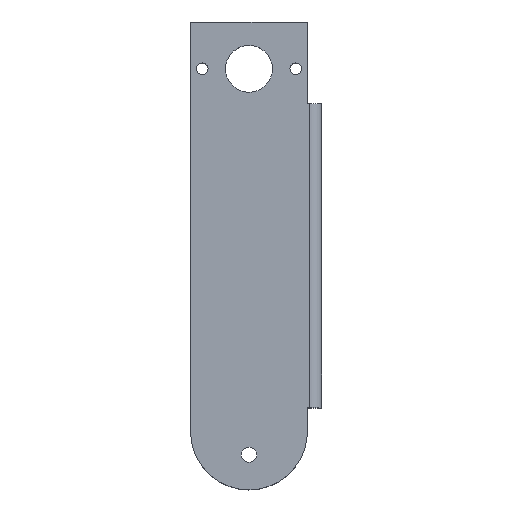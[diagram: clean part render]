
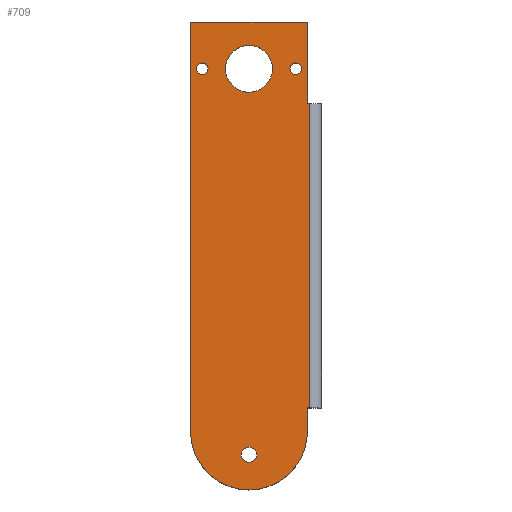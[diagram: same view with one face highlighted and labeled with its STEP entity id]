
A CAD part, top view. The second image highlights one B-rep face of the part: STEP entity #709.
In plain terms, the highlighted planar face has unit normal (0, 0, 1).
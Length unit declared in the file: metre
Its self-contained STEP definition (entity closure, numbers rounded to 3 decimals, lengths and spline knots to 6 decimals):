
#46=LINE('',#1127,#94);
#47=LINE('',#1129,#95);
#53=LINE('',#1142,#101);
#56=LINE('',#1163,#104);
#57=LINE('',#1166,#105);
#58=LINE('',#1168,#106);
#59=LINE('',#1170,#107);
#94=VECTOR('',#911,1.);
#95=VECTOR('',#914,1.);
#101=VECTOR('',#922,1.);
#104=VECTOR('',#945,1.);
#105=VECTOR('',#950,1.);
#106=VECTOR('',#951,1.);
#107=VECTOR('',#952,1.);
#129=PLANE('',#787);
#214=ORIENTED_EDGE('',*,*,#314,.T.);
#215=ORIENTED_EDGE('',*,*,#369,.T.);
#216=ORIENTED_EDGE('',*,*,#367,.F.);
#217=ORIENTED_EDGE('',*,*,#365,.F.);
#218=ORIENTED_EDGE('',*,*,#373,.F.);
#219=ORIENTED_EDGE('',*,*,#374,.T.);
#220=ORIENTED_EDGE('',*,*,#358,.T.);
#221=ORIENTED_EDGE('',*,*,#375,.F.);
#222=ORIENTED_EDGE('',*,*,#376,.T.);
#223=ORIENTED_EDGE('',*,*,#377,.T.);
#224=ORIENTED_EDGE('',*,*,#357,.T.);
#225=ORIENTED_EDGE('',*,*,#364,.T.);
#314=EDGE_CURVE('',#403,#403,#472,.F.);
#357=EDGE_CURVE('',#438,#440,#46,.T.);
#358=EDGE_CURVE('',#441,#442,#47,.T.);
#364=EDGE_CURVE('',#440,#446,#53,.T.);
#365=EDGE_CURVE('',#447,#447,#492,.T.);
#367=EDGE_CURVE('',#449,#449,#494,.T.);
#369=EDGE_CURVE('',#451,#451,#496,.T.);
#373=EDGE_CURVE('',#454,#446,#56,.T.);
#374=EDGE_CURVE('',#454,#441,#498,.T.);
#375=EDGE_CURVE('',#455,#442,#57,.T.);
#376=EDGE_CURVE('',#455,#456,#58,.F.);
#377=EDGE_CURVE('',#456,#438,#59,.T.);
#403=VERTEX_POINT('',#1037);
#438=VERTEX_POINT('',#1122);
#440=VERTEX_POINT('',#1126);
#441=VERTEX_POINT('',#1130);
#442=VERTEX_POINT('',#1131);
#446=VERTEX_POINT('',#1141);
#447=VERTEX_POINT('',#1145);
#449=VERTEX_POINT('',#1150);
#451=VERTEX_POINT('',#1155);
#454=VERTEX_POINT('',#1162);
#455=VERTEX_POINT('',#1167);
#456=VERTEX_POINT('',#1169);
#472=CIRCLE('',#745,0.00325);
#492=CIRCLE('',#778,0.01);
#494=CIRCLE('',#781,0.0025);
#496=CIRCLE('',#784,0.0025);
#498=CIRCLE('',#788,0.025);
#553=EDGE_LOOP('',(#214));
#554=EDGE_LOOP('',(#215));
#555=EDGE_LOOP('',(#216));
#556=EDGE_LOOP('',(#217));
#557=EDGE_LOOP('',(#218,#219,#220,#221,#222,#223,#224,#225));
#633=FACE_BOUND('',#553,.T.);
#634=FACE_BOUND('',#554,.T.);
#635=FACE_BOUND('',#555,.T.);
#636=FACE_BOUND('',#556,.T.);
#637=FACE_BOUND('',#557,.T.);
#709=ADVANCED_FACE('',(#633,#634,#635,#636,#637),#129,.T.);
#745=AXIS2_PLACEMENT_3D('',#1036,#828,#829);
#778=AXIS2_PLACEMENT_3D('',#1144,#925,#926);
#781=AXIS2_PLACEMENT_3D('',#1149,#931,#932);
#784=AXIS2_PLACEMENT_3D('',#1154,#937,#938);
#787=AXIS2_PLACEMENT_3D('',#1164,#946,#947);
#788=AXIS2_PLACEMENT_3D('',#1165,#948,#949);
#828=DIRECTION('',(0.,0.,1.));
#829=DIRECTION('',(1.,0.,0.));
#911=DIRECTION('',(0.,1.,0.));
#914=DIRECTION('',(0.,1.,0.));
#922=DIRECTION('',(-1.,0.,0.));
#925=DIRECTION('',(0.,0.,1.));
#926=DIRECTION('',(1.,0.,0.));
#931=DIRECTION('',(0.,0.,1.));
#932=DIRECTION('',(1.,0.,0.));
#937=DIRECTION('',(0.,0.,-1.));
#938=DIRECTION('',(1.,0.,0.));
#945=DIRECTION('',(0.,1.,0.));
#946=DIRECTION('',(0.,0.,1.));
#947=DIRECTION('',(1.,0.,0.));
#948=DIRECTION('',(0.,0.,1.));
#949=DIRECTION('',(1.,0.,0.));
#950=DIRECTION('',(-1.,0.,0.));
#951=DIRECTION('',(0.,-1.,0.));
#952=DIRECTION('',(-1.,0.,0.));
#1036=CARTESIAN_POINT('',(0.,-0.085,0.032));
#1037=CARTESIAN_POINT('',(0.00325,-0.085,0.032));
#1122=CARTESIAN_POINT('',(0.025,0.065,0.032));
#1126=CARTESIAN_POINT('',(0.025,0.1,0.032));
#1127=CARTESIAN_POINT('',(0.025,0.,0.032));
#1129=CARTESIAN_POINT('',(0.025,0.,0.032));
#1130=CARTESIAN_POINT('',(0.025,-0.075,0.032));
#1131=CARTESIAN_POINT('',(0.025,-0.065,0.032));
#1141=CARTESIAN_POINT('',(-0.025,0.1,0.032));
#1142=CARTESIAN_POINT('',(0.,0.1,0.032));
#1144=CARTESIAN_POINT('',(0.,0.08,0.032));
#1145=CARTESIAN_POINT('',(0.01,0.08,0.032));
#1149=CARTESIAN_POINT('',(-0.02,0.08,0.032));
#1150=CARTESIAN_POINT('',(-0.0175,0.08,0.032));
#1154=CARTESIAN_POINT('',(0.02,0.08,0.032));
#1155=CARTESIAN_POINT('',(0.0225,0.08,0.032));
#1162=CARTESIAN_POINT('',(-0.025,-0.075,0.032));
#1163=CARTESIAN_POINT('',(-0.025,0.,0.032));
#1164=CARTESIAN_POINT('',(0.,0.,0.032));
#1165=CARTESIAN_POINT('',(0.,-0.075,0.032));
#1166=CARTESIAN_POINT('',(0.031,-0.065,0.032));
#1167=CARTESIAN_POINT('',(0.026,-0.065,0.032));
#1168=CARTESIAN_POINT('',(0.026,0.,0.032));
#1169=CARTESIAN_POINT('',(0.026,0.065,0.032));
#1170=CARTESIAN_POINT('',(0.031,0.065,0.032));
